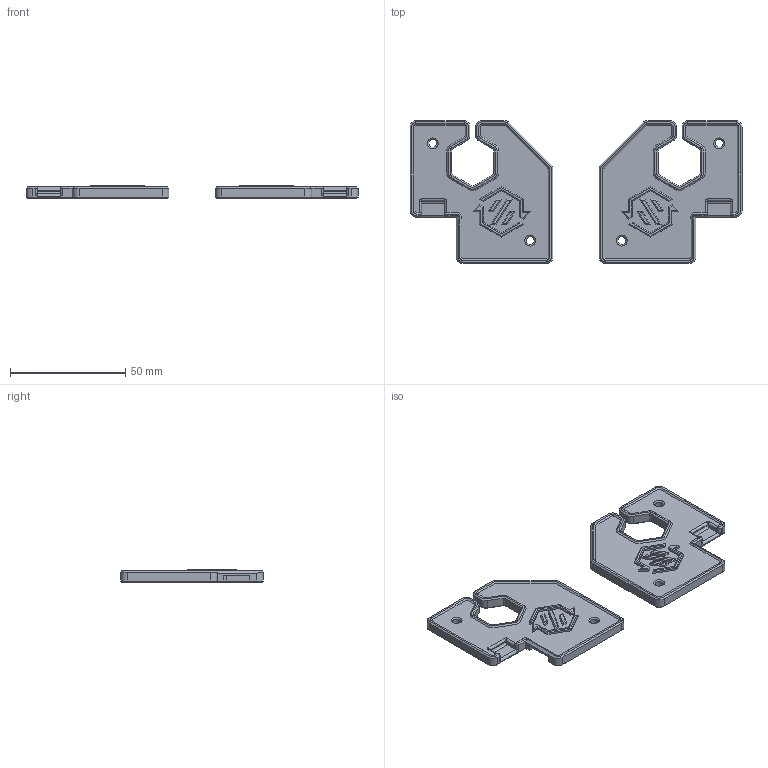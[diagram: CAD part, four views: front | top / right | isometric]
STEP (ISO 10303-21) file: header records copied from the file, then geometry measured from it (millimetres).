
FILE_DESCRIPTION(/* description */ (''),/* implementation_level */ '2;1');
FILE_NAME(/* name */ 'V2_Belt_Covers_SC.step',/* time_stamp */ '2024-06-30T09:48:24-06:00',/* author */ (''),/* organization */ (''),/* preprocessor_version */ 'ST-DEVELOPER v20',/* originating_system */ 'Autodesk Translation Framework v13.14.0.145',/* authorisation */ '');
FILE_SCHEMA (('AUTOMOTIVE_DESIGN { 1 0 10303 214 3 1 1 }'));
Length unit declared in the file: millimetre
Products named in the file (5): V2 Belt Covers SC; Belt_Cover_A; Logo; Belt_Cover_B(Mirror); Logo (1)
Assembly tree (4 placements, depth 3):
  V2 Belt Covers SC
    Belt_Cover_A
      Logo
    Belt_Cover_B(Mirror)
      Logo (1)
Bounding box: 144 x 62 x 5.58 mm (x, y, z)
Volume: 24421.5 mm3; surface area: 18297.1 mm2
Topology: 12 solids, 12 shells, 572 faces, 1436 edges, 872 vertices
Faces by surface type: plane 402, cone 102, cylinder 56, bspline 12
Full cylindrical faces by diameter (mm): 3.5 x4
Entity records: 16835 total; most frequent: CARTESIAN_POINT 2981, ORIENTED_EDGE 2848, DIRECTION 2824, EDGE_CURVE 1424, LINE 1154, VECTOR 1154, VERTEX_POINT 872, AXIS2_PLACEMENT_3D 835
